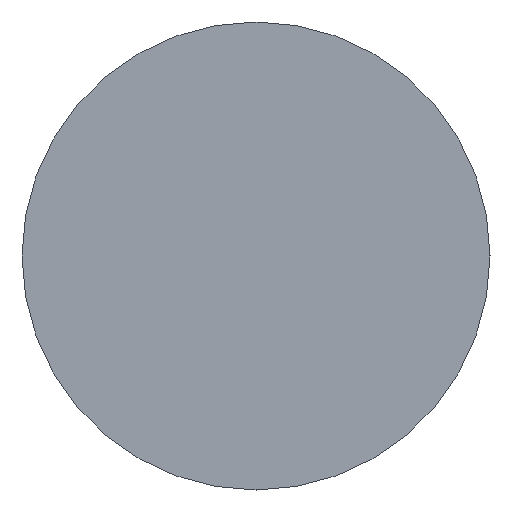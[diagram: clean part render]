
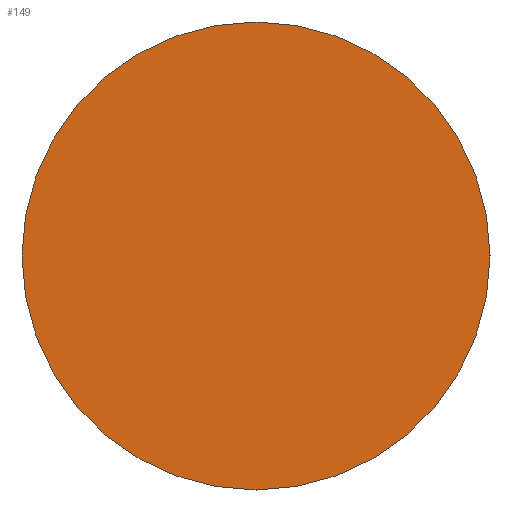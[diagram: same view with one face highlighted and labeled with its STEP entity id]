
A CAD part, front view. The second image highlights one B-rep face of the part: STEP entity #149.
In plain terms, the highlighted planar face has unit normal (0, -1, 0).
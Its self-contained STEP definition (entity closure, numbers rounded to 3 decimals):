
#4 = VERTEX_POINT ( 'NONE', #102 ) ;
#29 = CIRCLE ( 'NONE', #188, 10.65 ) ;
#41 = EDGE_LOOP ( 'NONE', ( #132, #122 ) ) ;
#63 = CARTESIAN_POINT ( 'NONE',  ( 0., 0., 0. ) ) ;
#64 = DIRECTION ( 'NONE',  ( 1., 0., 0. ) ) ;
#65 = VERTEX_POINT ( 'NONE', #225 ) ;
#69 = EDGE_CURVE ( 'NONE', #65, #4, #88, .T. ) ;
#82 = AXIS2_PLACEMENT_3D ( 'NONE', #91, #118, #221 ) ;
#84 = PLANE ( 'NONE',  #146 ) ;
#88 = CIRCLE ( 'NONE', #82, 10.65 ) ;
#91 = CARTESIAN_POINT ( 'NONE',  ( 0., 0., 0. ) ) ;
#102 = CARTESIAN_POINT ( 'NONE',  ( 10.65, 0., 0. ) ) ;
#118 = DIRECTION ( 'NONE',  ( 0., 1., 0. ) ) ;
#122 = ORIENTED_EDGE ( 'NONE', *, *, #139, .F. ) ;
#125 = CARTESIAN_POINT ( 'NONE',  ( 0., 0., 0. ) ) ;
#132 = ORIENTED_EDGE ( 'NONE', *, *, #69, .F. ) ;
#139 = EDGE_CURVE ( 'NONE', #4, #65, #29, .T. ) ;
#146 = AXIS2_PLACEMENT_3D ( 'NONE', #63, #203, #64 ) ;
#149 = ADVANCED_FACE ( 'NONE', ( #186 ), #84, .T. ) ;
#186 = FACE_OUTER_BOUND ( 'NONE', #41, .T. ) ;
#188 = AXIS2_PLACEMENT_3D ( 'NONE', #125, #205, #207 ) ;
#203 = DIRECTION ( 'NONE',  ( 0., -1., 0. ) ) ;
#205 = DIRECTION ( 'NONE',  ( 0., 1., 0. ) ) ;
#207 = DIRECTION ( 'NONE',  ( -1., 0., 0. ) ) ;
#221 = DIRECTION ( 'NONE',  ( -1., 0., 0. ) ) ;
#225 = CARTESIAN_POINT ( 'NONE',  ( -10.65, 0., 0. ) ) ;
